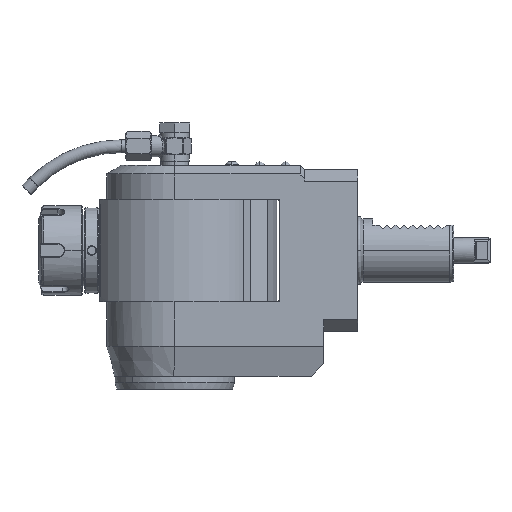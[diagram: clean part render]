
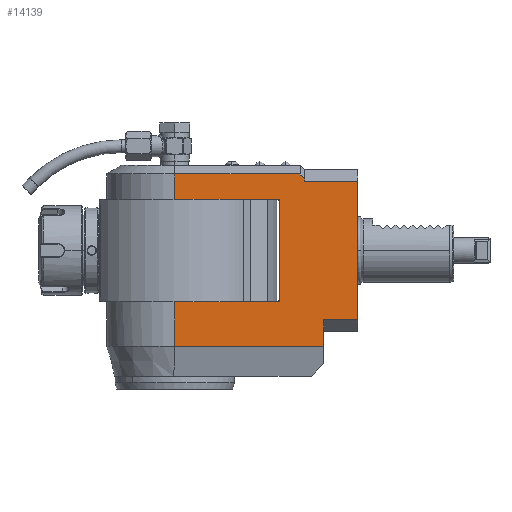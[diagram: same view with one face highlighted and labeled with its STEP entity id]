
A CAD part, left-side view. The second image highlights one B-rep face of the part: STEP entity #14139.
In plain terms, the highlighted planar face has unit normal (-1, 0, 0).
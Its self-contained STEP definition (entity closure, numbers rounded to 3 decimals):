
#180=DIRECTION('',(0.,1.,0.));
#181=VECTOR('',#180,59.);
#182=CARTESIAN_POINT('',(-32.,-59.,35.959));
#183=LINE('',#182,#181);
#204=DIRECTION('',(0.,0.,1.));
#205=VECTOR('',#204,0.5);
#206=CARTESIAN_POINT('',(-32.,-59.,35.459));
#207=LINE('',#206,#205);
#212=DIRECTION('',(0.,1.,0.));
#213=VECTOR('',#212,0.433);
#214=CARTESIAN_POINT('',(-32.,-59.433,35.459));
#215=LINE('',#214,#213);
#216=DIRECTION('',(0.,0.655,0.756));
#217=VECTOR('',#216,2.394);
#218=CARTESIAN_POINT('',(-32.,-61.,33.649));
#219=LINE('',#218,#217);
#220=DIRECTION('',(0.,-1.,0.));
#221=VECTOR('',#220,25.);
#222=CARTESIAN_POINT('',(-32.,-61.,32.515));
#223=LINE('',#222,#221);
#224=DIRECTION('',(0.,-1.,0.));
#225=VECTOR('',#224,16.);
#226=CARTESIAN_POINT('',(-32.,-70.,-32.515));
#227=LINE('',#226,#225);
#228=DIRECTION('',(0.,1.,0.));
#229=VECTOR('',#228,23.368);
#230=CARTESIAN_POINT('',(-32.,-49.,24.));
#231=LINE('',#230,#229);
#236=DIRECTION('',(0.,0.,-1.));
#237=VECTOR('',#236,11.959);
#238=CARTESIAN_POINT('',(-32.,0.,35.959));
#239=LINE('',#238,#237);
#245=DIRECTION('',(0.,-1.,0.));
#246=VECTOR('',#245,25.632);
#247=CARTESIAN_POINT('',(-32.,0.,24.));
#248=LINE('',#247,#246);
#279=DIRECTION('',(0.,1.,0.));
#280=VECTOR('',#279,23.368);
#281=CARTESIAN_POINT('',(-32.,-49.,-24.));
#282=LINE('',#281,#280);
#319=DIRECTION('',(0.,0.,-1.));
#320=VECTOR('',#319,48.);
#321=CARTESIAN_POINT('',(-32.,-49.,24.));
#322=LINE('',#321,#320);
#915=DIRECTION('',(0.,1.,0.));
#916=VECTOR('',#915,25.632);
#917=CARTESIAN_POINT('',(-32.,-25.632,-24.));
#918=LINE('',#917,#916);
#928=DIRECTION('',(0.,0.,-1.));
#929=VECTOR('',#928,21.);
#930=CARTESIAN_POINT('',(-32.,0.,-24.));
#931=LINE('',#930,#929);
#936=CARTESIAN_POINT('',(-32.,0.,
-45.));
#1044=DIRECTION('',(0.,-1.,0.));
#1045=VECTOR('',#1044,70.);
#1046=CARTESIAN_POINT('',(-32.,0.,
-45.));
#1047=LINE('',#1046,#1045);
#1068=DIRECTION('',(0.,0.,1.));
#1069=VECTOR('',#1068,12.485);
#1070=CARTESIAN_POINT('',(-32.,-70.,-45.));
#1071=LINE('',#1070,#1069);
#1373=DIRECTION('',(0.,0.,-1.));
#1374=VECTOR('',#1373,65.03);
#1375=CARTESIAN_POINT('',(-32.,-86.,32.515));
#1376=LINE('',#1375,#1374);
#1585=DIRECTION('',(0.,0.,1.));
#1586=VECTOR('',#1585,1.134);
#1587=CARTESIAN_POINT('',(-32.,-61.,32.515));
#1588=LINE('',#1587,#1586);
#12537=CARTESIAN_POINT('',(-32.,-61.,33.649));
#12538=CARTESIAN_POINT('',(-32.,-59.433,35.459));
#12539=VERTEX_POINT('',#12537);
#12540=VERTEX_POINT('',#12538);
#13639=CARTESIAN_POINT('',(-32.,-86.,32.515));
#13641=VERTEX_POINT('',#13639);
#13646=CARTESIAN_POINT('',(-32.,-49.,24.));
#13647=CARTESIAN_POINT('',(-32.,-49.,-24.));
#13648=VERTEX_POINT('',#13646);
#13649=VERTEX_POINT('',#13647);
#13662=CARTESIAN_POINT('',(-32.,-25.632,-24.));
#13663=VERTEX_POINT('',#13662);
#13666=CARTESIAN_POINT('',(-32.,-25.632,24.));
#13667=VERTEX_POINT('',#13666);
#13678=CARTESIAN_POINT('',(-32.,-70.,-45.));
#13680=VERTEX_POINT('',#13678);
#13686=CARTESIAN_POINT('',(-32.,-86.,-32.515));
#13687=VERTEX_POINT('',#13686);
#13692=CARTESIAN_POINT('',(-32.,-70.,-32.515));
#13693=VERTEX_POINT('',#13692);
#13698=CARTESIAN_POINT('',(-32.,0.,35.959));
#13700=VERTEX_POINT('',#13698);
#13702=CARTESIAN_POINT('',(-32.,-59.,35.959));
#13703=VERTEX_POINT('',#13702);
#13748=VERTEX_POINT('',#936);
#13753=CARTESIAN_POINT('',(-32.,-59.,35.459));
#13755=VERTEX_POINT('',#13753);
#13838=CARTESIAN_POINT('',(-32.,-61.,32.515));
#13839=VERTEX_POINT('',#13838);
#13844=CARTESIAN_POINT('',(-32.,0.,-24.));
#13845=VERTEX_POINT('',#13844);
#13847=CARTESIAN_POINT('',(-32.,0.,24.));
#13849=VERTEX_POINT('',#13847);
#14102=CARTESIAN_POINT('',(-32.,0.,-59.));
#14103=DIRECTION('',(-1.,0.,0.));
#14104=DIRECTION('',(0.,-1.,0.));
#14105=AXIS2_PLACEMENT_3D('',#14102,#14103,#14104);
#14106=PLANE('',#14105);
#14108=ORIENTED_EDGE('',*,*,#14107,.F.);
#14109=ORIENTED_EDGE('',*,*,#14051,.F.);
#14110=ORIENTED_EDGE('',*,*,#14096,.F.);
#14111=ORIENTED_EDGE('',*,*,#14085,.F.);
#14112=ORIENTED_EDGE('',*,*,#14072,.F.);
#14114=ORIENTED_EDGE('',*,*,#14113,.F.);
#14116=ORIENTED_EDGE('',*,*,#14115,.T.);
#14118=ORIENTED_EDGE('',*,*,#14117,.T.);
#14120=ORIENTED_EDGE('',*,*,#14119,.F.);
#14122=ORIENTED_EDGE('',*,*,#14121,.F.);
#14124=ORIENTED_EDGE('',*,*,#14123,.F.);
#14126=ORIENTED_EDGE('',*,*,#14125,.F.);
#14128=ORIENTED_EDGE('',*,*,#14127,.F.);
#14130=ORIENTED_EDGE('',*,*,#14129,.F.);
#14132=ORIENTED_EDGE('',*,*,#14131,.F.);
#14134=ORIENTED_EDGE('',*,*,#14133,.T.);
#14136=ORIENTED_EDGE('',*,*,#14135,.F.);
#14137=EDGE_LOOP('',(#14108,#14109,#14110,#14111,#14112,#14114,#14116,#14118,
#14120,#14122,#14124,#14126,#14128,#14130,#14132,#14134,#14136));
#14138=FACE_OUTER_BOUND('',#14137,.F.);
#14051=EDGE_CURVE('',#13703,#13700,#183,.T.);
#14072=EDGE_CURVE('',#12539,#12540,#219,.T.);
#14085=EDGE_CURVE('',#12540,#13755,#215,.T.);
#14096=EDGE_CURVE('',#13755,#13703,#207,.T.);
#14107=EDGE_CURVE('',#13700,#13849,#239,.T.);
#14113=EDGE_CURVE('',#13839,#12539,#1588,.T.);
#14115=EDGE_CURVE('',#13839,#13641,#223,.T.);
#14117=EDGE_CURVE('',#13641,#13687,#1376,.T.);
#14119=EDGE_CURVE('',#13693,#13687,#227,.T.);
#14121=EDGE_CURVE('',#13680,#13693,#1071,.T.);
#14123=EDGE_CURVE('',#13748,#13680,#1047,.T.);
#14125=EDGE_CURVE('',#13845,#13748,#931,.T.);
#14127=EDGE_CURVE('',#13663,#13845,#918,.T.);
#14129=EDGE_CURVE('',#13649,#13663,#282,.T.);
#14131=EDGE_CURVE('',#13648,#13649,#322,.T.);
#14133=EDGE_CURVE('',#13648,#13667,#231,.T.);
#14135=EDGE_CURVE('',#13849,#13667,#248,.T.);
#14139=ADVANCED_FACE('',(#14138),#14106,.T.);
